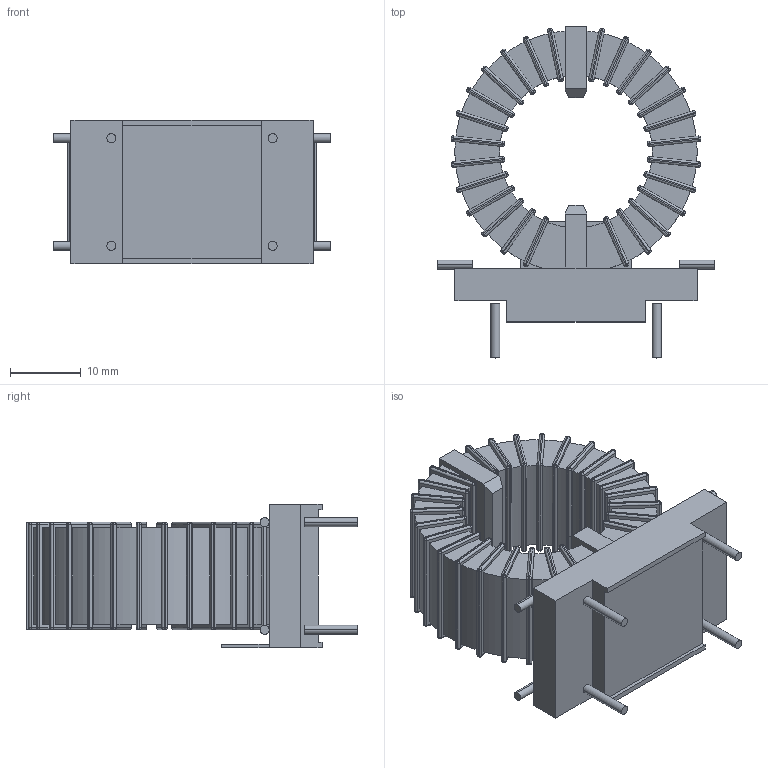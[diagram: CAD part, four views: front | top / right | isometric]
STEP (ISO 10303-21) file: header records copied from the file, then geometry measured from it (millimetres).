
FILE_DESCRIPTION((''),'2;1');
FILE_NAME('8116-RC','2012-08-14T',('ryans'),('Bourns, Inc.'),'PRO/ENGINEER BY PARAMETRIC TECHNOLOGY CORPORATION, 2010100','PRO/ENGINEER BY PARAMETRIC TECHNOLOGY CORPORATION, 2010100','');
FILE_SCHEMA(('CONFIG_CONTROL_DESIGN'));
Length unit declared in the file: inch
Products named in the file (1): 8116-RC
Bounding box: 39.37 x 46.99 x 20.32 mm (x, y, z)
Volume: 12750 mm3; surface area: 7421 mm2
Topology: 9 solids, 9 shells, 857 faces, 1734 edges, 948 vertices
Faces by surface type: cylinder 384, plane 265, sphere 208
Entity records: 21832 total; most frequent: DIRECTION 4216, CARTESIAN_POINT 3539, ORIENTED_EDGE 3468, EDGE_CURVE 1734, AXIS2_PLACEMENT_3D 1625, VECTOR 966, LINE 966, VERTEX_POINT 948
